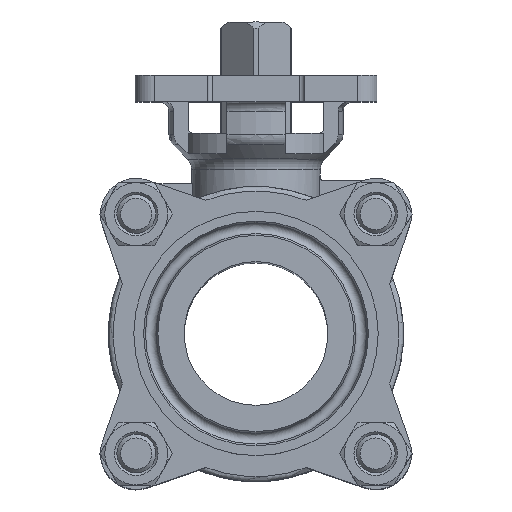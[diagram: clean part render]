
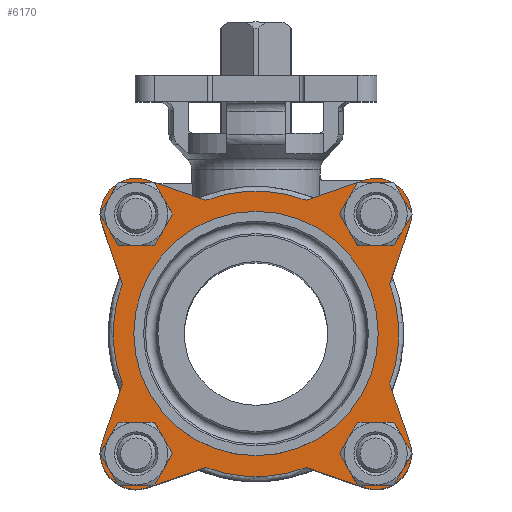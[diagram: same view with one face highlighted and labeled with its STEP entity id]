
A CAD part, top view. The second image highlights one B-rep face of the part: STEP entity #6170.
In plain terms, the highlighted planar face has unit normal (0, 0, 1).
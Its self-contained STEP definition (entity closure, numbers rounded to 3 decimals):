
#141=LINE('',#10587,#419);
#142=LINE('',#10591,#420);
#143=LINE('',#10592,#421);
#144=LINE('',#10596,#422);
#145=LINE('',#10597,#423);
#146=LINE('',#10601,#424);
#147=LINE('',#10602,#425);
#148=LINE('',#10606,#426);
#419=VECTOR('',#8004,1000.);
#420=VECTOR('',#8007,1000.);
#421=VECTOR('',#8008,1000.);
#422=VECTOR('',#8011,1000.);
#423=VECTOR('',#8012,1000.);
#424=VECTOR('',#8015,1000.);
#425=VECTOR('',#8016,1000.);
#426=VECTOR('',#8019,1000.);
#1655=ORIENTED_EDGE('',*,*,#3412,.F.);
#1656=ORIENTED_EDGE('',*,*,#3413,.F.);
#1657=ORIENTED_EDGE('',*,*,#3414,.F.);
#1658=ORIENTED_EDGE('',*,*,#3415,.F.);
#1659=ORIENTED_EDGE('',*,*,#3416,.F.);
#1660=ORIENTED_EDGE('',*,*,#3417,.T.);
#1661=ORIENTED_EDGE('',*,*,#3418,.T.);
#1662=ORIENTED_EDGE('',*,*,#3419,.T.);
#1663=ORIENTED_EDGE('',*,*,#3173,.F.);
#1664=ORIENTED_EDGE('',*,*,#3420,.T.);
#1665=ORIENTED_EDGE('',*,*,#3421,.T.);
#1666=ORIENTED_EDGE('',*,*,#3422,.T.);
#1667=ORIENTED_EDGE('',*,*,#3179,.F.);
#1668=ORIENTED_EDGE('',*,*,#3423,.T.);
#1669=ORIENTED_EDGE('',*,*,#3424,.T.);
#1670=ORIENTED_EDGE('',*,*,#3425,.T.);
#1671=ORIENTED_EDGE('',*,*,#3183,.F.);
#1672=ORIENTED_EDGE('',*,*,#3426,.T.);
#1673=ORIENTED_EDGE('',*,*,#3427,.T.);
#1674=ORIENTED_EDGE('',*,*,#3428,.T.);
#1675=ORIENTED_EDGE('',*,*,#3429,.T.);
#3173=EDGE_CURVE('',#4039,#4041,#4555,.T.);
#3179=EDGE_CURVE('',#4046,#4044,#4558,.T.);
#3183=EDGE_CURVE('',#4050,#4048,#4560,.T.);
#3412=EDGE_CURVE('',#4218,#4218,#4649,.T.);
#3413=EDGE_CURVE('',#4219,#4219,#4650,.T.);
#3414=EDGE_CURVE('',#4220,#4220,#4651,.T.);
#3415=EDGE_CURVE('',#4221,#4221,#4652,.T.);
#3416=EDGE_CURVE('',#4222,#4223,#4653,.T.);
#3417=EDGE_CURVE('',#4222,#4224,#141,.T.);
#3418=EDGE_CURVE('',#4224,#4225,#4654,.T.);
#3419=EDGE_CURVE('',#4225,#4041,#142,.T.);
#3420=EDGE_CURVE('',#4039,#4226,#143,.T.);
#3421=EDGE_CURVE('',#4226,#4227,#4655,.T.);
#3422=EDGE_CURVE('',#4227,#4044,#144,.T.);
#3423=EDGE_CURVE('',#4046,#4228,#145,.T.);
#3424=EDGE_CURVE('',#4228,#4229,#4656,.T.);
#3425=EDGE_CURVE('',#4229,#4048,#146,.T.);
#3426=EDGE_CURVE('',#4050,#4230,#147,.T.);
#3427=EDGE_CURVE('',#4230,#4231,#4657,.T.);
#3428=EDGE_CURVE('',#4231,#4223,#148,.T.);
#3429=EDGE_CURVE('',#4232,#4232,#4658,.T.);
#4039=VERTEX_POINT('',#9891);
#4041=VERTEX_POINT('',#9894);
#4044=VERTEX_POINT('',#9911);
#4046=VERTEX_POINT('',#9920);
#4048=VERTEX_POINT('',#9930);
#4050=VERTEX_POINT('',#9939);
#4218=VERTEX_POINT('',#10577);
#4219=VERTEX_POINT('',#10579);
#4220=VERTEX_POINT('',#10581);
#4221=VERTEX_POINT('',#10583);
#4222=VERTEX_POINT('',#10585);
#4223=VERTEX_POINT('',#10586);
#4224=VERTEX_POINT('',#10588);
#4225=VERTEX_POINT('',#10590);
#4226=VERTEX_POINT('',#10593);
#4227=VERTEX_POINT('',#10595);
#4228=VERTEX_POINT('',#10598);
#4229=VERTEX_POINT('',#10600);
#4230=VERTEX_POINT('',#10603);
#4231=VERTEX_POINT('',#10605);
#4232=VERTEX_POINT('',#10608);
#4555=CIRCLE('',#6648,29.5);
#4558=CIRCLE('',#6652,29.5);
#4560=CIRCLE('',#6655,29.5);
#4649=CIRCLE('',#6790,6.);
#4650=CIRCLE('',#6791,6.);
#4651=CIRCLE('',#6792,6.);
#4652=CIRCLE('',#6793,6.);
#4653=CIRCLE('',#6794,29.5);
#4654=CIRCLE('',#6795,7.4);
#4655=CIRCLE('',#6796,7.4);
#4656=CIRCLE('',#6797,7.4);
#4657=CIRCLE('',#6798,7.4);
#4658=CIRCLE('',#6799,20.711);
#4959=EDGE_LOOP('',(#1655));
#4960=EDGE_LOOP('',(#1656));
#4961=EDGE_LOOP('',(#1657));
#4962=EDGE_LOOP('',(#1658));
#4963=EDGE_LOOP('',(#1659,#1660,#1661,#1662,#1663,#1664,#1665,#1666,#1667,
#1668,#1669,#1670,#1671,#1672,#1673,#1674));
#4964=EDGE_LOOP('',(#1675));
#5501=FACE_BOUND('',#4959,.T.);
#5502=FACE_BOUND('',#4960,.T.);
#5503=FACE_BOUND('',#4961,.T.);
#5504=FACE_BOUND('',#4962,.T.);
#5505=FACE_BOUND('',#4963,.T.);
#5506=FACE_BOUND('',#4964,.T.);
#5916=PLANE('',#6789);
#6170=ADVANCED_FACE('',(#5501,#5502,#5503,#5504,#5505,#5506),#5916,.F.);
#6648=AXIS2_PLACEMENT_3D('',#9893,#7624,#7625);
#6652=AXIS2_PLACEMENT_3D('',#9921,#7632,#7633);
#6655=AXIS2_PLACEMENT_3D('',#9940,#7638,#7639);
#6789=AXIS2_PLACEMENT_3D('',#10575,#7992,#7993);
#6790=AXIS2_PLACEMENT_3D('',#10576,#7994,#7995);
#6791=AXIS2_PLACEMENT_3D('',#10578,#7996,#7997);
#6792=AXIS2_PLACEMENT_3D('',#10580,#7998,#7999);
#6793=AXIS2_PLACEMENT_3D('',#10582,#8000,#8001);
#6794=AXIS2_PLACEMENT_3D('',#10584,#8002,#8003);
#6795=AXIS2_PLACEMENT_3D('',#10589,#8005,#8006);
#6796=AXIS2_PLACEMENT_3D('',#10594,#8009,#8010);
#6797=AXIS2_PLACEMENT_3D('',#10599,#8013,#8014);
#6798=AXIS2_PLACEMENT_3D('',#10604,#8017,#8018);
#6799=AXIS2_PLACEMENT_3D('',#10607,#8020,#8021);
#7624=DIRECTION('',(0.,0.,-1.));
#7625=DIRECTION('',(-1.,0.,0.));
#7632=DIRECTION('',(0.,0.,-1.));
#7633=DIRECTION('',(-1.,0.,0.));
#7638=DIRECTION('',(0.,0.,-1.));
#7639=DIRECTION('',(-1.,0.,0.));
#7992=DIRECTION('',(0.,0.,-1.));
#7993=DIRECTION('',(-1.,0.,0.));
#7994=DIRECTION('',(0.,0.,1.));
#7995=DIRECTION('',(1.,0.,0.));
#7996=DIRECTION('',(0.,0.,1.));
#7997=DIRECTION('',(1.,0.,0.));
#7998=DIRECTION('',(0.,0.,1.));
#7999=DIRECTION('',(1.,0.,0.));
#8000=DIRECTION('',(0.,0.,1.));
#8001=DIRECTION('',(1.,0.,0.));
#8002=DIRECTION('',(0.,0.,-1.));
#8003=DIRECTION('',(-1.,0.,0.));
#8004=DIRECTION('',(-0.946,0.326,0.));
#8005=DIRECTION('',(0.,0.,1.));
#8006=DIRECTION('',(1.,0.,0.));
#8007=DIRECTION('',(0.326,-0.946,0.));
#8008=DIRECTION('',(-0.326,-0.946,0.));
#8009=DIRECTION('',(0.,0.,1.));
#8010=DIRECTION('',(1.,0.,0.));
#8011=DIRECTION('',(0.946,0.326,0.));
#8012=DIRECTION('',(0.946,-0.326,0.));
#8013=DIRECTION('',(0.,0.,1.));
#8014=DIRECTION('',(1.,0.,0.));
#8015=DIRECTION('',(-0.326,0.946,0.));
#8016=DIRECTION('',(0.326,0.946,0.));
#8017=DIRECTION('',(0.,0.,1.));
#8018=DIRECTION('',(1.,0.,0.));
#8019=DIRECTION('',(-0.946,-0.326,0.));
#8020=DIRECTION('',(0.,0.,-1.));
#8021=DIRECTION('',(-1.,0.,0.));
#9891=CARTESIAN_POINT('',(-27.621,-10.36,32.5));
#9893=CARTESIAN_POINT('',(0.,0.,32.5));
#9894=CARTESIAN_POINT('',(-27.621,10.36,32.5));
#9911=CARTESIAN_POINT('',(-10.36,-27.621,32.5));
#9920=CARTESIAN_POINT('',(10.36,-27.621,32.5));
#9921=CARTESIAN_POINT('',(0.,0.,32.5));
#9930=CARTESIAN_POINT('',(27.621,-10.36,32.5));
#9939=CARTESIAN_POINT('',(27.621,10.36,32.5));
#9940=CARTESIAN_POINT('',(0.,0.,32.5));
#10575=CARTESIAN_POINT('',(0.,0.,32.5));
#10576=CARTESIAN_POINT('',(24.749,-24.749,32.5));
#10577=CARTESIAN_POINT('',(30.749,-24.749,32.5));
#10578=CARTESIAN_POINT('',(-24.749,-24.749,32.5));
#10579=CARTESIAN_POINT('',(-18.749,-24.749,32.5));
#10580=CARTESIAN_POINT('',(-24.749,24.749,32.5));
#10581=CARTESIAN_POINT('',(-18.749,24.749,32.5));
#10582=CARTESIAN_POINT('',(24.749,24.749,32.5));
#10583=CARTESIAN_POINT('',(30.749,24.749,32.5));
#10584=CARTESIAN_POINT('',(0.,0.,32.5));
#10585=CARTESIAN_POINT('',(-10.36,27.621,32.5));
#10586=CARTESIAN_POINT('',(10.36,27.621,32.5));
#10587=CARTESIAN_POINT('',(0.,24.053,32.5));
#10588=CARTESIAN_POINT('',(-22.34,31.746,32.5));
#10589=CARTESIAN_POINT('',(-24.749,24.749,32.5));
#10590=CARTESIAN_POINT('',(-31.746,22.34,32.5));
#10591=CARTESIAN_POINT('',(-31.746,22.34,32.5));
#10592=CARTESIAN_POINT('',(-24.053,0.,32.5));
#10593=CARTESIAN_POINT('',(-31.746,-22.34,32.5));
#10594=CARTESIAN_POINT('',(-24.749,-24.749,32.5));
#10595=CARTESIAN_POINT('',(-22.34,-31.746,32.5));
#10596=CARTESIAN_POINT('',(-22.34,-31.746,32.5));
#10597=CARTESIAN_POINT('',(0.,-24.053,32.5));
#10598=CARTESIAN_POINT('',(22.34,-31.746,32.5));
#10599=CARTESIAN_POINT('',(24.749,-24.749,32.5));
#10600=CARTESIAN_POINT('',(31.746,-22.34,32.5));
#10601=CARTESIAN_POINT('',(31.746,-22.34,32.5));
#10602=CARTESIAN_POINT('',(24.053,0.,32.5));
#10603=CARTESIAN_POINT('',(31.746,22.34,32.5));
#10604=CARTESIAN_POINT('',(24.749,24.749,32.5));
#10605=CARTESIAN_POINT('',(22.34,31.746,32.5));
#10606=CARTESIAN_POINT('',(22.34,31.746,32.5));
#10607=CARTESIAN_POINT('',(0.,0.,32.5));
#10608=CARTESIAN_POINT('',(-20.711,0.,32.5));
